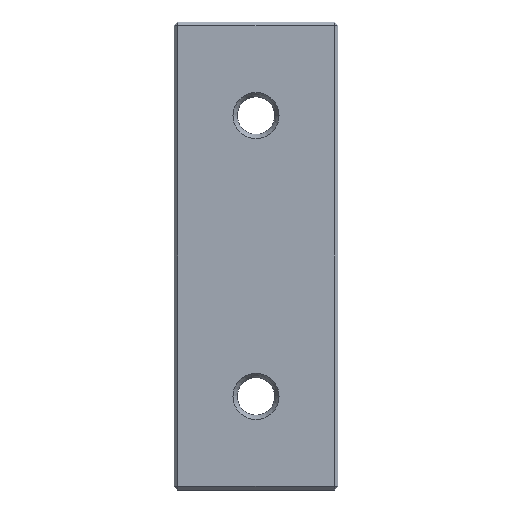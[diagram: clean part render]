
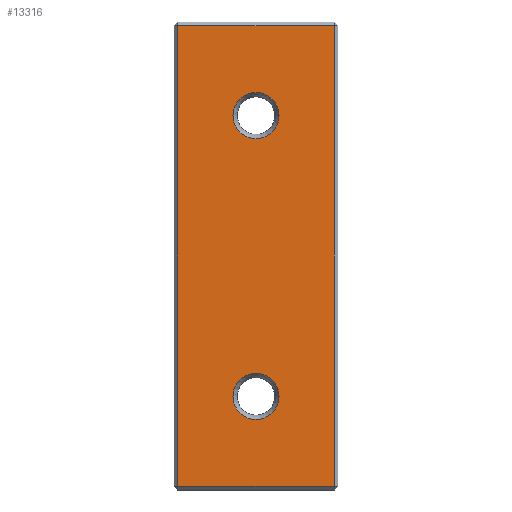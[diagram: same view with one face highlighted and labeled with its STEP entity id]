
A CAD part, front view. The second image highlights one B-rep face of the part: STEP entity #13316.
In plain terms, the highlighted planar face has unit normal (0, -1, 0).
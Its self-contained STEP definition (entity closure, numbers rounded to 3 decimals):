
#764 = PLANE('',#765);
#765 = AXIS2_PLACEMENT_3D('',#766,#767,#768);
#766 = CARTESIAN_POINT('',(-3.5,0.075,0.075));
#767 = DIRECTION('',(0.,0.707,0.707));
#768 = DIRECTION('',(1.,0.,0.));
#1129 = PLANE('',#1130);
#1130 = AXIS2_PLACEMENT_3D('',#1131,#1132,#1133);
#1131 = CARTESIAN_POINT('',(-3.5,0.075,19.925));
#1132 = DIRECTION('',(0.,-0.707,0.707));
#1133 = DIRECTION('',(1.,0.,0.));
#1408 = VERTEX_POINT('',#1409);
#1409 = CARTESIAN_POINT('',(-3.35,0.,0.15));
#1430 = EDGE_CURVE('',#1408,#1431,#1433,.T.);
#1431 = VERTEX_POINT('',#1432);
#1432 = CARTESIAN_POINT('',(3.35,0.,0.15));
#1433 = SURFACE_CURVE('',#1434,(#1438,#1445),.PCURVE_S1.);
#1434 = LINE('',#1435,#1436);
#1435 = CARTESIAN_POINT('',(-3.5,0.,0.15));
#1436 = VECTOR('',#1437,1.);
#1437 = DIRECTION('',(1.,0.,0.));
#1438 = PCURVE('',#764,#1439);
#1439 = DEFINITIONAL_REPRESENTATION('',(#1440),#1444);
#1440 = LINE('',#1441,#1442);
#1441 = CARTESIAN_POINT('',(0.,-0.106));
#1442 = VECTOR('',#1443,1.);
#1443 = DIRECTION('',(1.,0.));
#1444 = ( GEOMETRIC_REPRESENTATION_CONTEXT(2) 
PARAMETRIC_REPRESENTATION_CONTEXT() REPRESENTATION_CONTEXT('2D SPACE',''
  ) );
#1445 = PCURVE('',#1446,#1451);
#1446 = PLANE('',#1447);
#1447 = AXIS2_PLACEMENT_3D('',#1448,#1449,#1450);
#1448 = CARTESIAN_POINT('',(-3.5,0.,0.));
#1449 = DIRECTION('',(0.,1.,0.));
#1450 = DIRECTION('',(1.,0.,0.));
#1451 = DEFINITIONAL_REPRESENTATION('',(#1452),#1456);
#1452 = LINE('',#1453,#1454);
#1453 = CARTESIAN_POINT('',(0.,-0.15));
#1454 = VECTOR('',#1455,1.);
#1455 = DIRECTION('',(1.,0.));
#1456 = ( GEOMETRIC_REPRESENTATION_CONTEXT(2) 
PARAMETRIC_REPRESENTATION_CONTEXT() REPRESENTATION_CONTEXT('2D SPACE',''
  ) );
#2002 = VERTEX_POINT('',#2003);
#2003 = CARTESIAN_POINT('',(-3.35,0.,19.85));
#2024 = EDGE_CURVE('',#2002,#2025,#2027,.T.);
#2025 = VERTEX_POINT('',#2026);
#2026 = CARTESIAN_POINT('',(3.35,0.,19.85));
#2027 = SURFACE_CURVE('',#2028,(#2032,#2039),.PCURVE_S1.);
#2028 = LINE('',#2029,#2030);
#2029 = CARTESIAN_POINT('',(-3.5,0.,19.85));
#2030 = VECTOR('',#2031,1.);
#2031 = DIRECTION('',(1.,0.,0.));
#2032 = PCURVE('',#1129,#2033);
#2033 = DEFINITIONAL_REPRESENTATION('',(#2034),#2038);
#2034 = LINE('',#2035,#2036);
#2035 = CARTESIAN_POINT('',(0.,-0.106));
#2036 = VECTOR('',#2037,1.);
#2037 = DIRECTION('',(1.,0.));
#2038 = ( GEOMETRIC_REPRESENTATION_CONTEXT(2) 
PARAMETRIC_REPRESENTATION_CONTEXT() REPRESENTATION_CONTEXT('2D SPACE',''
  ) );
#2039 = PCURVE('',#1446,#2040);
#2040 = DEFINITIONAL_REPRESENTATION('',(#2041),#2045);
#2041 = LINE('',#2042,#2043);
#2042 = CARTESIAN_POINT('',(0.,-19.85));
#2043 = VECTOR('',#2044,1.);
#2044 = DIRECTION('',(1.,0.));
#2045 = ( GEOMETRIC_REPRESENTATION_CONTEXT(2) 
PARAMETRIC_REPRESENTATION_CONTEXT() REPRESENTATION_CONTEXT('2D SPACE',''
  ) );
#2218 = PLANE('',#2219);
#2219 = AXIS2_PLACEMENT_3D('',#2220,#2221,#2222);
#2220 = CARTESIAN_POINT('',(-3.425,0.075,0.));
#2221 = DIRECTION('',(0.707,0.707,0.
    ));
#2222 = DIRECTION('',(0.,0.,1.));
#13316 = ADVANCED_FACE('',(#13317,#13368,#13399),#1446,.F.);
#13317 = FACE_BOUND('',#13318,.F.);
#13318 = EDGE_LOOP('',(#13319,#13340,#13341,#13367));
#13319 = ORIENTED_EDGE('',*,*,#13320,.T.);
#13320 = EDGE_CURVE('',#1408,#2002,#13321,.T.);
#13321 = SURFACE_CURVE('',#13322,(#13326,#13333),.PCURVE_S1.);
#13322 = LINE('',#13323,#13324);
#13323 = CARTESIAN_POINT('',(-3.35,0.,0.));
#13324 = VECTOR('',#13325,1.);
#13325 = DIRECTION('',(0.,0.,1.));
#13326 = PCURVE('',#1446,#13327);
#13327 = DEFINITIONAL_REPRESENTATION('',(#13328),#13332);
#13328 = LINE('',#13329,#13330);
#13329 = CARTESIAN_POINT('',(0.15,0.));
#13330 = VECTOR('',#13331,1.);
#13331 = DIRECTION('',(0.,-1.));
#13332 = ( GEOMETRIC_REPRESENTATION_CONTEXT(2) 
PARAMETRIC_REPRESENTATION_CONTEXT() REPRESENTATION_CONTEXT('2D SPACE',''
  ) );
#13333 = PCURVE('',#2218,#13334);
#13334 = DEFINITIONAL_REPRESENTATION('',(#13335),#13339);
#13335 = LINE('',#13336,#13337);
#13336 = CARTESIAN_POINT('',(0.,0.106));
#13337 = VECTOR('',#13338,1.);
#13338 = DIRECTION('',(1.,0.));
#13339 = ( GEOMETRIC_REPRESENTATION_CONTEXT(2) 
PARAMETRIC_REPRESENTATION_CONTEXT() REPRESENTATION_CONTEXT('2D SPACE',''
  ) );
#13340 = ORIENTED_EDGE('',*,*,#2024,.T.);
#13341 = ORIENTED_EDGE('',*,*,#13342,.F.);
#13342 = EDGE_CURVE('',#1431,#2025,#13343,.T.);
#13343 = SURFACE_CURVE('',#13344,(#13348,#13355),.PCURVE_S1.);
#13344 = LINE('',#13345,#13346);
#13345 = CARTESIAN_POINT('',(3.35,0.,0.));
#13346 = VECTOR('',#13347,1.);
#13347 = DIRECTION('',(0.,0.,1.));
#13348 = PCURVE('',#1446,#13349);
#13349 = DEFINITIONAL_REPRESENTATION('',(#13350),#13354);
#13350 = LINE('',#13351,#13352);
#13351 = CARTESIAN_POINT('',(6.85,0.));
#13352 = VECTOR('',#13353,1.);
#13353 = DIRECTION('',(0.,-1.));
#13354 = ( GEOMETRIC_REPRESENTATION_CONTEXT(2) 
PARAMETRIC_REPRESENTATION_CONTEXT() REPRESENTATION_CONTEXT('2D SPACE',''
  ) );
#13355 = PCURVE('',#13356,#13361);
#13356 = PLANE('',#13357);
#13357 = AXIS2_PLACEMENT_3D('',#13358,#13359,#13360);
#13358 = CARTESIAN_POINT('',(3.425,0.075,0.));
#13359 = DIRECTION('',(0.707,-0.707,
    0.));
#13360 = DIRECTION('',(0.,0.,-1.));
#13361 = DEFINITIONAL_REPRESENTATION('',(#13362),#13366);
#13362 = LINE('',#13363,#13364);
#13363 = CARTESIAN_POINT('',(0.,-0.106));
#13364 = VECTOR('',#13365,1.);
#13365 = DIRECTION('',(-1.,0.));
#13366 = ( GEOMETRIC_REPRESENTATION_CONTEXT(2) 
PARAMETRIC_REPRESENTATION_CONTEXT() REPRESENTATION_CONTEXT('2D SPACE',''
  ) );
#13367 = ORIENTED_EDGE('',*,*,#1430,.F.);
#13368 = FACE_BOUND('',#13369,.F.);
#13369 = EDGE_LOOP('',(#13370));
#13370 = ORIENTED_EDGE('',*,*,#13371,.F.);
#13371 = EDGE_CURVE('',#13372,#13372,#13374,.T.);
#13372 = VERTEX_POINT('',#13373);
#13373 = CARTESIAN_POINT('',(-0.985,0.,4.));
#13374 = SURFACE_CURVE('',#13375,(#13380,#13387),.PCURVE_S1.);
#13375 = CIRCLE('',#13376,0.985);
#13376 = AXIS2_PLACEMENT_3D('',#13377,#13378,#13379);
#13377 = CARTESIAN_POINT('',(0.,0.,4.));
#13378 = DIRECTION('',(0.,1.,0.));
#13379 = DIRECTION('',(-1.,0.,0.));
#13380 = PCURVE('',#1446,#13381);
#13381 = DEFINITIONAL_REPRESENTATION('',(#13382),#13386);
#13382 = CIRCLE('',#13383,0.985);
#13383 = AXIS2_PLACEMENT_2D('',#13384,#13385);
#13384 = CARTESIAN_POINT('',(3.5,-4.));
#13385 = DIRECTION('',(-1.,0.));
#13386 = ( GEOMETRIC_REPRESENTATION_CONTEXT(2) 
PARAMETRIC_REPRESENTATION_CONTEXT() REPRESENTATION_CONTEXT('2D SPACE',''
  ) );
#13387 = PCURVE('',#13388,#13393);
#13388 = CONICAL_SURFACE('',#13389,0.985,0.524);
#13389 = AXIS2_PLACEMENT_3D('',#13390,#13391,#13392);
#13390 = CARTESIAN_POINT('',(0.,0.,4.));
#13391 = DIRECTION('',(0.,-1.,0.));
#13392 = DIRECTION('',(-1.,0.,0.));
#13393 = DEFINITIONAL_REPRESENTATION('',(#13394),#13398);
#13394 = LINE('',#13395,#13396);
#13395 = CARTESIAN_POINT('',(0.,0.));
#13396 = VECTOR('',#13397,1.);
#13397 = DIRECTION('',(-1.,0.));
#13398 = ( GEOMETRIC_REPRESENTATION_CONTEXT(2) 
PARAMETRIC_REPRESENTATION_CONTEXT() REPRESENTATION_CONTEXT('2D SPACE',''
  ) );
#13399 = FACE_BOUND('',#13400,.F.);
#13400 = EDGE_LOOP('',(#13401));
#13401 = ORIENTED_EDGE('',*,*,#13402,.F.);
#13402 = EDGE_CURVE('',#13403,#13403,#13405,.T.);
#13403 = VERTEX_POINT('',#13404);
#13404 = CARTESIAN_POINT('',(-0.985,0.,16.));
#13405 = SURFACE_CURVE('',#13406,(#13411,#13418),.PCURVE_S1.);
#13406 = CIRCLE('',#13407,0.985);
#13407 = AXIS2_PLACEMENT_3D('',#13408,#13409,#13410);
#13408 = CARTESIAN_POINT('',(0.,0.,16.));
#13409 = DIRECTION('',(0.,1.,0.));
#13410 = DIRECTION('',(-1.,0.,0.));
#13411 = PCURVE('',#1446,#13412);
#13412 = DEFINITIONAL_REPRESENTATION('',(#13413),#13417);
#13413 = CIRCLE('',#13414,0.985);
#13414 = AXIS2_PLACEMENT_2D('',#13415,#13416);
#13415 = CARTESIAN_POINT('',(3.5,-16.));
#13416 = DIRECTION('',(-1.,0.));
#13417 = ( GEOMETRIC_REPRESENTATION_CONTEXT(2) 
PARAMETRIC_REPRESENTATION_CONTEXT() REPRESENTATION_CONTEXT('2D SPACE',''
  ) );
#13418 = PCURVE('',#13419,#13424);
#13419 = CONICAL_SURFACE('',#13420,0.985,0.524);
#13420 = AXIS2_PLACEMENT_3D('',#13421,#13422,#13423);
#13421 = CARTESIAN_POINT('',(0.,0.,16.));
#13422 = DIRECTION('',(0.,-1.,0.));
#13423 = DIRECTION('',(-1.,0.,0.));
#13424 = DEFINITIONAL_REPRESENTATION('',(#13425),#13429);
#13425 = LINE('',#13426,#13427);
#13426 = CARTESIAN_POINT('',(0.,0.));
#13427 = VECTOR('',#13428,1.);
#13428 = DIRECTION('',(-1.,0.));
#13429 = ( GEOMETRIC_REPRESENTATION_CONTEXT(2) 
PARAMETRIC_REPRESENTATION_CONTEXT() REPRESENTATION_CONTEXT('2D SPACE',''
  ) );
